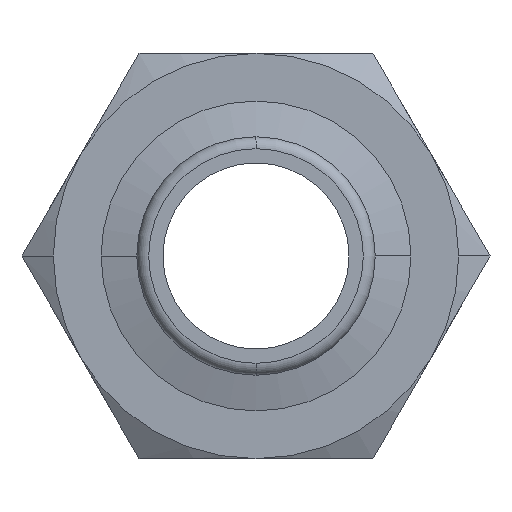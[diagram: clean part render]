
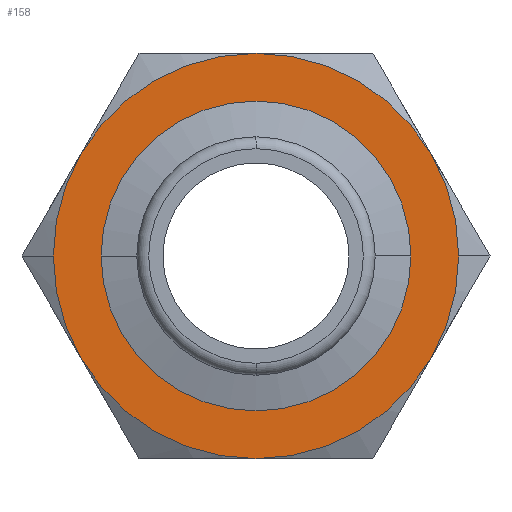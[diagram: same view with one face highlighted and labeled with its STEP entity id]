
A CAD part, front view. The second image highlights one B-rep face of the part: STEP entity #158.
In plain terms, the highlighted planar face has unit normal (0, -1, 0).
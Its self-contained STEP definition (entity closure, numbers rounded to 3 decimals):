
#158=ADVANCED_FACE('',(#320,#321),#322,.T.);
#320=FACE_OUTER_BOUND('',#481,.T.);
#321=FACE_BOUND('',#482,.T.);
#322=PLANE('',#483);
#481=EDGE_LOOP('',(#858,#859,#860,#861,#862,#863,#864,#865));
#482=EDGE_LOOP('',(#866,#867));
#483=AXIS2_PLACEMENT_3D('',#868,#869,#870);
#858=ORIENTED_EDGE('',*,*,#1039,.F.);
#859=ORIENTED_EDGE('',*,*,#945,.F.);
#860=ORIENTED_EDGE('',*,*,#1003,.F.);
#861=ORIENTED_EDGE('',*,*,#983,.F.);
#862=ORIENTED_EDGE('',*,*,#960,.F.);
#863=ORIENTED_EDGE('',*,*,#1076,.F.);
#864=ORIENTED_EDGE('',*,*,#950,.F.);
#865=ORIENTED_EDGE('',*,*,#1054,.F.);
#866=ORIENTED_EDGE('',*,*,#965,.F.);
#867=ORIENTED_EDGE('',*,*,#1080,.F.);
#868=CARTESIAN_POINT('',(4.25,24.5,0.0));
#869=DIRECTION('',(-0.0,-1.0,-0.0));
#870=DIRECTION('',(-1.0,0.0,0.0));
#945=EDGE_CURVE('',#1118,#1120,#1121,.T.);
#950=EDGE_CURVE('',#1127,#1124,#1129,.T.);
#960=EDGE_CURVE('',#1144,#1142,#1146,.T.);
#965=EDGE_CURVE('',#1153,#1149,#1155,.T.);
#983=EDGE_CURVE('',#1142,#1184,#1185,.T.);
#1003=EDGE_CURVE('',#1184,#1118,#1214,.T.);
#1039=EDGE_CURVE('',#1120,#1259,#1261,.T.);
#1054=EDGE_CURVE('',#1259,#1127,#1278,.T.);
#1076=EDGE_CURVE('',#1124,#1144,#1302,.T.);
#1080=EDGE_CURVE('',#1149,#1153,#1306,.T.);
#1118=VERTEX_POINT('',#1360);
#1120=VERTEX_POINT('',#1373);
#1121=CIRCLE('',#1374,8.5);
#1124=VERTEX_POINT('',#1388);
#1127=VERTEX_POINT('',#1402);
#1129=CIRCLE('',#1415,8.5);
#1142=VERTEX_POINT('',#1463);
#1144=VERTEX_POINT('',#1466);
#1146=CIRCLE('',#1479,8.5);
#1149=VERTEX_POINT('',#1482);
#1153=VERTEX_POINT('',#1487);
#1155=CIRCLE('',#1490,6.5);
#1184=VERTEX_POINT('',#1523);
#1185=CIRCLE('',#1524,8.5);
#1214=CIRCLE('',#1646,8.5);
#1259=VERTEX_POINT('',#1714);
#1261=CIRCLE('',#1717,8.5);
#1278=CIRCLE('',#1758,8.5);
#1302=CIRCLE('',#1808,8.5);
#1306=CIRCLE('',#1813,6.5);
#1360=CARTESIAN_POINT('',(0.,24.5,8.5));
#1373=CARTESIAN_POINT('',(7.361,24.5,4.25));
#1374=AXIS2_PLACEMENT_3D('',#1856,#1857,#1858);
#1388=CARTESIAN_POINT('',(0.0,24.5,-8.5));
#1402=CARTESIAN_POINT('',(7.361,24.5,-4.25));
#1415=AXIS2_PLACEMENT_3D('',#1859,#1860,#1861);
#1463=CARTESIAN_POINT('',(-8.5,24.5,0.));
#1466=CARTESIAN_POINT('',(-7.361,24.5,-4.25));
#1479=AXIS2_PLACEMENT_3D('',#1865,#1866,#1867);
#1482=CARTESIAN_POINT('',(6.5,24.5,0.));
#1487=CARTESIAN_POINT('',(-6.5,24.5,0.));
#1490=AXIS2_PLACEMENT_3D('',#1873,#1874,#1875);
#1523=CARTESIAN_POINT('',(-7.361,24.5,4.25));
#1524=AXIS2_PLACEMENT_3D('',#1907,#1908,#1909);
#1646=AXIS2_PLACEMENT_3D('',#1921,#1922,#1923);
#1714=CARTESIAN_POINT('',(8.5,24.5,0.));
#1717=AXIS2_PLACEMENT_3D('',#1986,#1987,#1988);
#1758=AXIS2_PLACEMENT_3D('',#2003,#2004,#2005);
#1808=AXIS2_PLACEMENT_3D('',#2031,#2032,#2033);
#1813=AXIS2_PLACEMENT_3D('',#2035,#2036,#2037);
#1856=CARTESIAN_POINT('',(0.0,24.5,0.0));
#1857=DIRECTION('',(-0.0,1.0,0.0));
#1858=DIRECTION('',(1.0,0.0,0.0));
#1859=CARTESIAN_POINT('',(0.0,24.5,0.0));
#1860=DIRECTION('',(-0.0,1.0,0.0));
#1861=DIRECTION('',(1.0,0.0,0.0));
#1865=CARTESIAN_POINT('',(0.0,24.5,0.0));
#1866=DIRECTION('',(-0.0,1.0,0.0));
#1867=DIRECTION('',(1.0,0.0,0.0));
#1873=CARTESIAN_POINT('',(0.0,24.5,0.0));
#1874=DIRECTION('',(0.0,-1.0,0.0));
#1875=DIRECTION('',(1.0,0.0,0.0));
#1907=CARTESIAN_POINT('',(0.0,24.5,0.0));
#1908=DIRECTION('',(-0.0,1.0,0.0));
#1909=DIRECTION('',(1.0,0.0,0.0));
#1921=CARTESIAN_POINT('',(0.0,24.5,0.0));
#1922=DIRECTION('',(-0.0,1.0,0.0));
#1923=DIRECTION('',(1.0,0.0,0.0));
#1986=CARTESIAN_POINT('',(0.0,24.5,0.0));
#1987=DIRECTION('',(-0.0,1.0,0.0));
#1988=DIRECTION('',(1.0,0.0,0.0));
#2003=CARTESIAN_POINT('',(0.0,24.5,0.0));
#2004=DIRECTION('',(-0.0,1.0,0.0));
#2005=DIRECTION('',(1.0,0.0,0.0));
#2031=CARTESIAN_POINT('',(0.0,24.5,0.0));
#2032=DIRECTION('',(-0.0,1.0,0.0));
#2033=DIRECTION('',(1.0,0.0,0.0));
#2035=CARTESIAN_POINT('',(0.0,24.5,0.0));
#2036=DIRECTION('',(0.0,-1.0,0.0));
#2037=DIRECTION('',(1.0,0.0,0.0));
